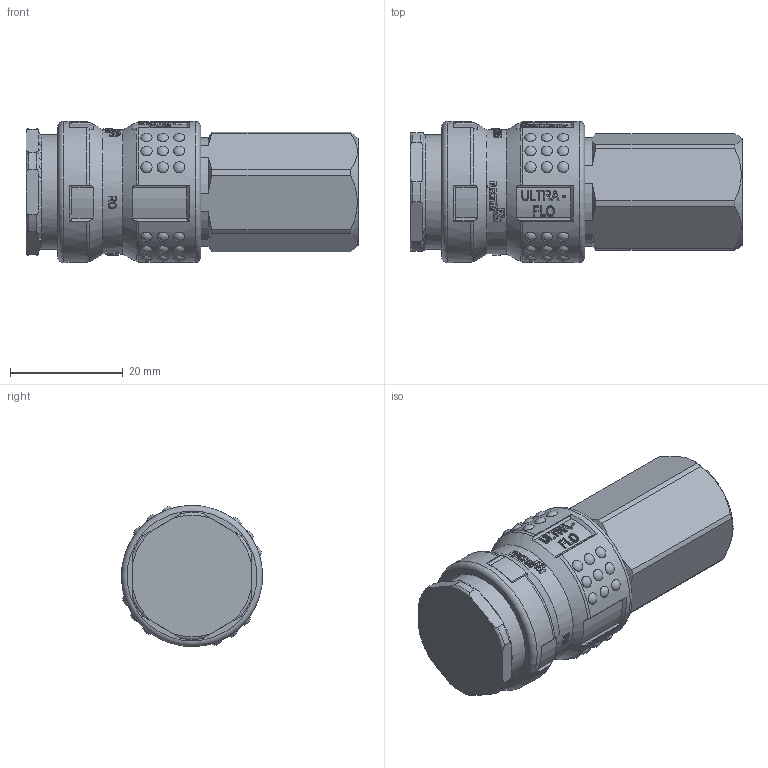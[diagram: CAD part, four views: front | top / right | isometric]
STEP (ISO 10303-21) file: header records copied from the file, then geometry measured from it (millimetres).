
FILE_DESCRIPTION((''),'2;1');
FILE_NAME('1625kaiw17spn.stp','2013-01-08T11:59:18',('AS035480'),(''),'Autodesk Inventor 2011','Autodesk Inventor 2011','');
FILE_SCHEMA(('AUTOMOTIVE_DESIGN { 1 0 10303 214 1 1 1 1 }'));
Length unit declared in the file: millimetre
Products named in the file (1): D105550
Bounding box: 58.79 x 25 x 25 mm (x, y, z)
Volume: 18781.7 mm3; surface area: 9759.8 mm2
Topology: 2 solids, 11 shells, 953 faces, 2436 edges, 1627 vertices
Faces by surface type: plane 351, bspline 338, cylinder 155, cone 39, sphere 36, torus 34
Full cylindrical faces by diameter (mm): 14.95 x1, 16.142 x1, 16.153 x1, 17 x1, 17.2 x1, 17.6 x1, 17.9 x1, 19.6 x1, 20.3 x1, 20.7 x1, 22 x1, 25 x2
Entity records: 106181 total; most frequent: CARTESIAN_POINT 85181, ORIENTED_EDGE 4766, DIRECTION 2864, EDGE_CURVE 2383, VERTEX_POINT 1610, EDGE_LOOP 1115, B_SPLINE_CURVE_WITH_KNOTS 1085, AXIS2_PLACEMENT_3D 968
